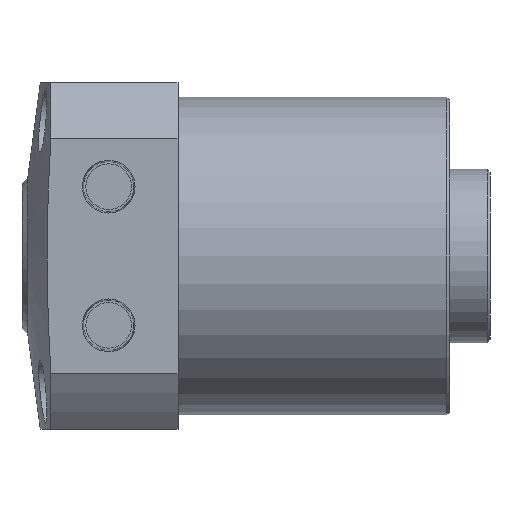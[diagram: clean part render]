
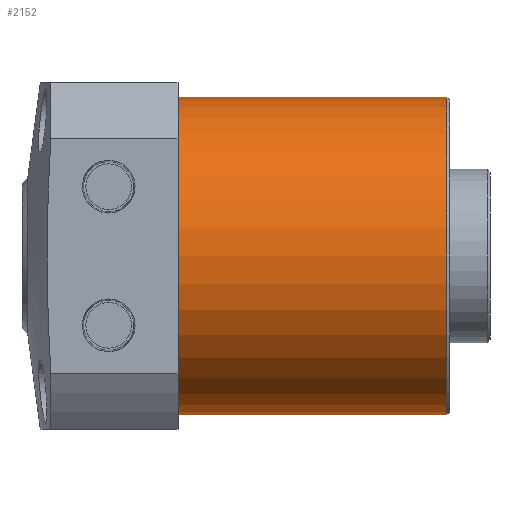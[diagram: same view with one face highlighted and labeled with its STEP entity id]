
A CAD part, left-side view. The second image highlights one B-rep face of the part: STEP entity #2152.
In plain terms, the highlighted cylindrical face has radius 27.5 mm (diameter 55 mm), a partial arc.
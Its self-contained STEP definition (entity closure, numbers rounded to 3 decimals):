
#515 = VERTEX_POINT ( 'NONE', #1211 ) ;
#517 = VERTEX_POINT ( 'NONE', #1214 ) ;
#554 = EDGE_LOOP ( 'NONE', ( #1797, #1798, #1795, #1792 ) ) ;
#591 = CIRCLE ( 'NONE', #2363, 27.5 ) ;
#595 = CIRCLE ( 'NONE', #2364, 27.5 ) ;
#672 = FACE_OUTER_BOUND ( 'NONE', #554, .T. ) ;
#677 = CYLINDRICAL_SURFACE ( 'NONE', #2411, 27.5 ) ;
#743 = VERTEX_POINT ( 'NONE', #1226 ) ;
#1088 = DIRECTION ( 'NONE',  ( 0., 0., -1. ) ) ;
#1090 = DIRECTION ( 'NONE',  ( 0., -1., 0. ) ) ;
#1091 = CARTESIAN_POINT ( 'NONE',  ( 0., 47., 0. ) ) ;
#1211 = CARTESIAN_POINT ( 'NONE',  ( 0., 0.5, -27.5 ) ) ;
#1214 = CARTESIAN_POINT ( 'NONE',  ( 0., 0.5, 27.5 ) ) ;
#1226 = CARTESIAN_POINT ( 'NONE',  ( 0., 47., 27.5 ) ) ;
#1399 = VERTEX_POINT ( 'NONE', #1531 ) ;
#1531 = CARTESIAN_POINT ( 'NONE',  ( 0., 47., -27.5 ) ) ;
#1548 = DIRECTION ( 'NONE',  ( 0., -1., 0. ) ) ;
#1549 = CARTESIAN_POINT ( 'NONE',  ( 0., 47., 27.5 ) ) ;
#1550 = CARTESIAN_POINT ( 'NONE',  ( 0., 47., -27.5 ) ) ;
#1551 = DIRECTION ( 'NONE',  ( 0., -1., 0. ) ) ;
#1653 = CARTESIAN_POINT ( 'NONE',  ( 0., 47., 0. ) ) ;
#1654 = DIRECTION ( 'NONE',  ( 0., -1., 0. ) ) ;
#1655 = DIRECTION ( 'NONE',  ( 0., 0., -1. ) ) ;
#1659 = CARTESIAN_POINT ( 'NONE',  ( 0., 0.5, 0. ) ) ;
#1660 = DIRECTION ( 'NONE',  ( 0., 1., 0. ) ) ;
#1661 = DIRECTION ( 'NONE',  ( 0., 0., 1. ) ) ;
#1792 = ORIENTED_EDGE ( 'NONE', *, *, #2050, .T. ) ;
#1795 = ORIENTED_EDGE ( 'NONE', *, *, #2015, .T. ) ;
#1797 = ORIENTED_EDGE ( 'NONE', *, *, #2014, .F. ) ;
#1798 = ORIENTED_EDGE ( 'NONE', *, *, #2047, .T. ) ;
#1977 = VECTOR ( 'NONE', #1551, 1000. ) ;
#1979 = VECTOR ( 'NONE', #1548, 1000. ) ;
#1980 = LINE ( 'NONE', #1549, #1979 ) ;
#1981 = LINE ( 'NONE', #1550, #1977 ) ;
#2014 = EDGE_CURVE ( 'NONE', #743, #517, #1980, .T. ) ;
#2015 = EDGE_CURVE ( 'NONE', #1399, #515, #1981, .T. ) ;
#2047 = EDGE_CURVE ( 'NONE', #743, #1399, #591, .T. ) ;
#2050 = EDGE_CURVE ( 'NONE', #515, #517, #595, .T. ) ;
#2152 = ADVANCED_FACE ( 'NONE', ( #672 ), #677, .T. ) ;
#2363 = AXIS2_PLACEMENT_3D ( 'NONE', #1653, #1654, #1655 ) ;
#2364 = AXIS2_PLACEMENT_3D ( 'NONE', #1659, #1660, #1661 ) ;
#2411 = AXIS2_PLACEMENT_3D ( 'NONE', #1091, #1090, #1088 ) ;
